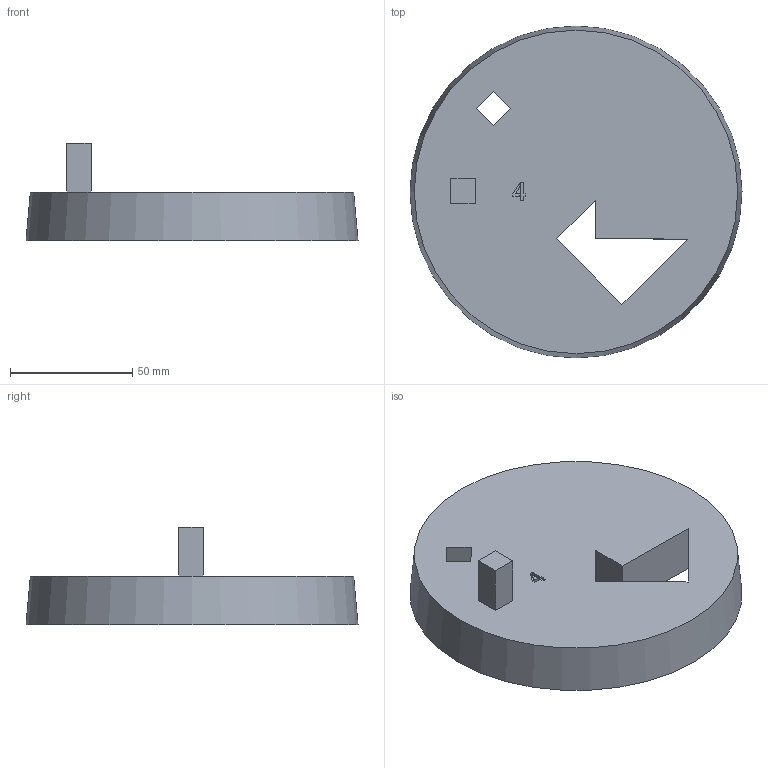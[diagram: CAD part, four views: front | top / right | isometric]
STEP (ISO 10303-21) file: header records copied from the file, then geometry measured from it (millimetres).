
FILE_DESCRIPTION(/* description */ ('STEP AP242 Edition 2','CAx-IF Rec.Pracs.---Representation and Presentation of Product Manufacturing Information (PMI)---4.0---2014-10-13','CAx-IF Rec.Pracs.---3D Tessellated Geometry---0.4---2014-09-14','2;1','CAx-IF Rec.Pracs.---User Defined Attributes---1.5---2016-08-15'),/* implementation_level */ '2;1');
FILE_NAME(/* name */ '6957eae15d108516e5a811f0',/* time_stamp */ '2026-01-02T15:57:22Z',/* author */ (''),/* organization */ (''),/* preprocessor_version */ 'ST-DEVELOPER v20',/* originating_system */ 'ONSHAPE BY PTC INC, 1.208',/* authorisation */ ' ');
FILE_SCHEMA (('AP242_MANAGED_MODEL_BASED_3D_ENGINEERING_MIM_LF { 1 0 10303 442 3 1 4 }'));
Length unit declared in the file: metre
Products named in the file (1): stage_4
Bounding box: 136 x 136 x 40 mm (x, y, z)
Volume: 266162.6 mm3; surface area: 39563.9 mm2
Topology: 1 solids, 1 shells, 34 faces, 87 edges, 58 vertices
Faces by surface type: plane 33, cone 1
Entity records: 1038 total; most frequent: CARTESIAN_POINT 179, ORIENTED_EDGE 172, DIRECTION 158, EDGE_CURVE 86, LINE 84, VECTOR 84, VERTEX_POINT 58, EDGE_LOOP 42
